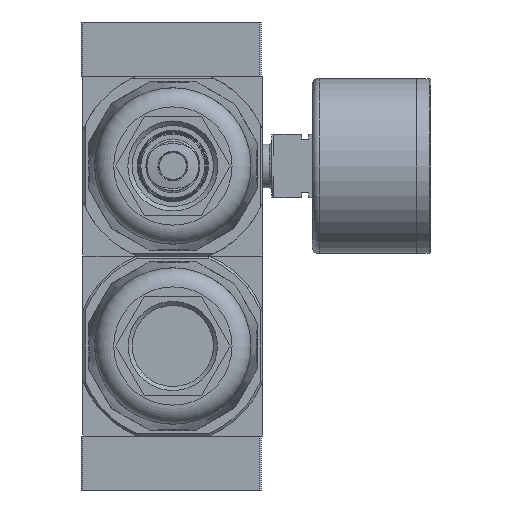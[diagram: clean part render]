
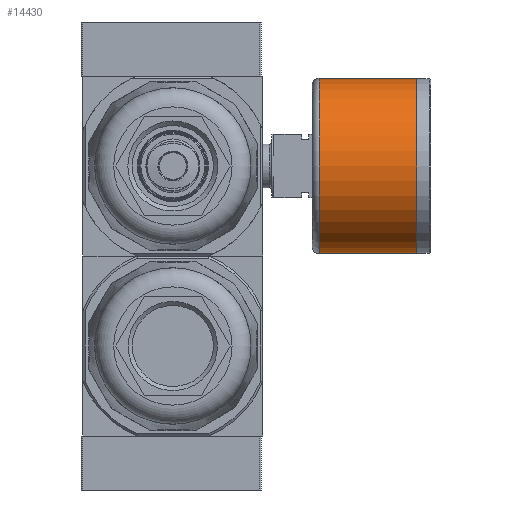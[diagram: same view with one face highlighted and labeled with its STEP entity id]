
A CAD part, front view. The second image highlights one B-rep face of the part: STEP entity #14430.
In plain terms, the highlighted cylindrical face has radius 19.5 mm (diameter 39 mm), a full revolution.
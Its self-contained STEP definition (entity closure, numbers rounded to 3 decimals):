
#799=CYLINDRICAL_SURFACE('',#20368,19.5);
#1306=CIRCLE('',#20367,19.5);
#1307=CIRCLE('',#20369,19.5);
#3775=ORIENTED_EDGE('',*,*,#6934,.F.);
#3776=ORIENTED_EDGE('',*,*,#6935,.T.);
#6934=EDGE_CURVE('',#8717,#8717,#1306,.T.);
#6935=EDGE_CURVE('',#8718,#8718,#1307,.T.);
#8717=VERTEX_POINT('',#28229);
#8718=VERTEX_POINT('',#28232);
#11866=EDGE_LOOP('',(#3775));
#11867=EDGE_LOOP('',(#3776));
#12995=FACE_BOUND('',#11866,.T.);
#12996=FACE_BOUND('',#11867,.T.);
#14430=ADVANCED_FACE('',(#12995,#12996),#799,.T.);
#20367=AXIS2_PLACEMENT_3D('',#28228,#23401,#23402);
#20368=AXIS2_PLACEMENT_3D('',#28230,#23403,#23404);
#20369=AXIS2_PLACEMENT_3D('',#28231,#23405,#23406);
#23401=DIRECTION('',(1.,0.,0.));
#23402=DIRECTION('',(0.,0.,-1.));
#23403=DIRECTION('',(1.,0.,0.));
#23404=DIRECTION('',(0.,0.,-1.));
#23405=DIRECTION('',(1.,0.,0.));
#23406=DIRECTION('',(0.,0.,-1.));
#28228=CARTESIAN_POINT('',(-3.2,0.,0.));
#28229=CARTESIAN_POINT('',(-3.2,0.,-19.5));
#28230=CARTESIAN_POINT('',(0.,0.,0.));
#28231=CARTESIAN_POINT('',(-24.85,0.,0.));
#28232=CARTESIAN_POINT('',(-24.85,0.,-19.5));
